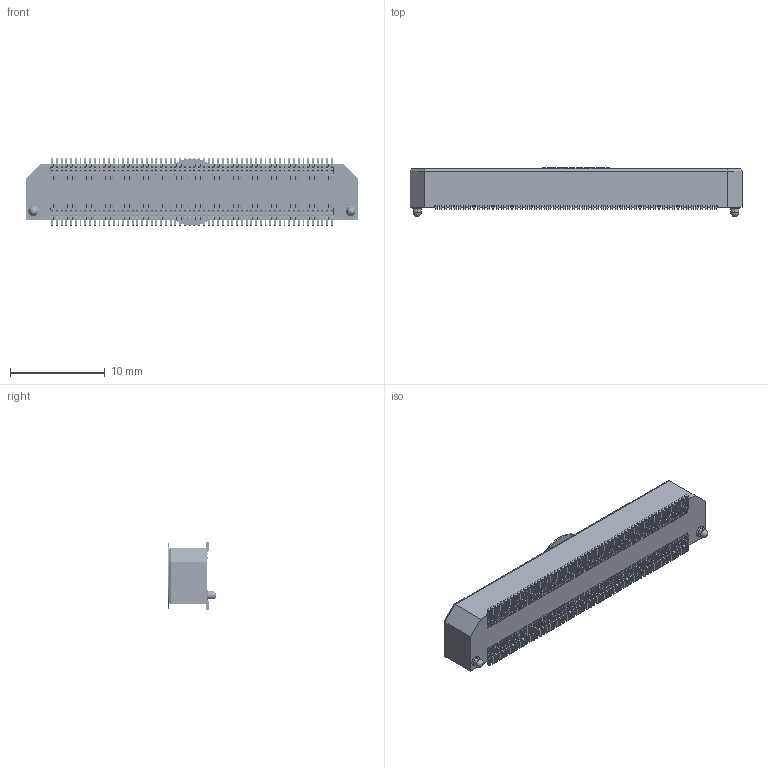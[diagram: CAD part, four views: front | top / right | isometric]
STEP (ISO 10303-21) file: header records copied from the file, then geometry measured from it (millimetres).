
FILE_DESCRIPTION (( 'STEP AP203' ), '1' );
FILE_NAME ('REF-177862-03.step', '2015-04-24T12:48:49', ( 'cradmin' ), ( 'SAMTEC' ), 'SwSTEP 2.0', 'SolidWorks 2014', '' );
FILE_SCHEMA (( 'CONFIG_CONTROL_DESIGN' ));
Products named in the file (1): REF-177862-03
Bounding box: 35.01 x 5.14 x 7.11 mm (x, y, z)
Volume: 483.2 mm3; surface area: 2371.9 mm2
Topology: 1 solids, 1 shells, 8526 faces, 25578 edges, 16698 vertices
Faces by surface type: plane 6834, cylinder 1686, torus 4, sphere 2
Entity records: 284969 total; most frequent: CARTESIAN_POINT 52233, ORIENTED_EDGE 51144, DIRECTION 45534, EDGE_CURVE 25572, LINE 21704, VECTOR 21704, VERTEX_POINT 16694, AXIS2_PLACEMENT_3D 11915
